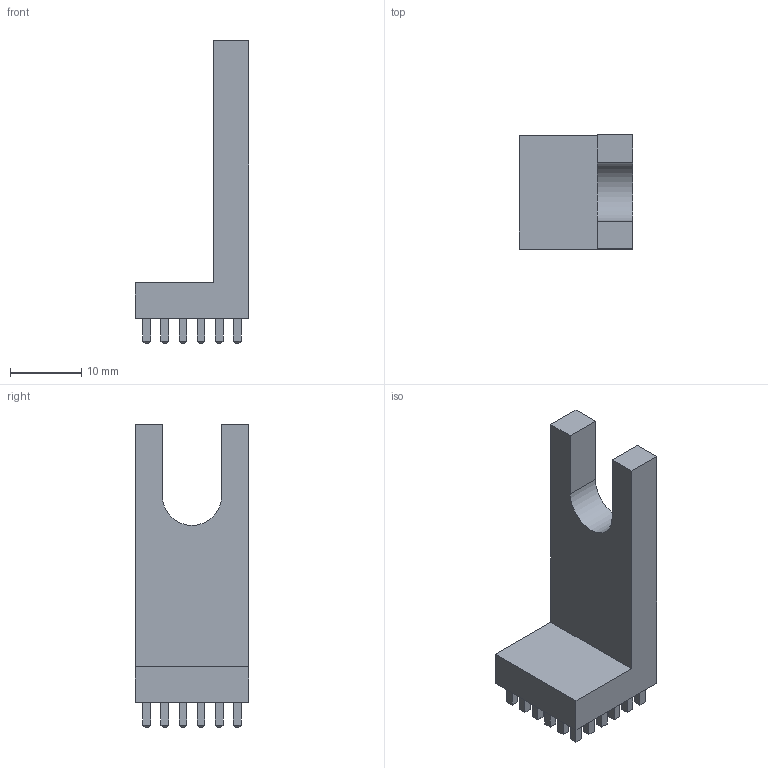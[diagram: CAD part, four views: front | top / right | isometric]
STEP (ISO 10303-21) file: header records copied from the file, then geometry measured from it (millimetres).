
FILE_DESCRIPTION(/* description */ ('Unknown'),/* implementation_level */ '2;1');
FILE_NAME(/* name */ 'MP_Wurth_WP-RAFU_74611164',/* time_stamp */ '2026-01-20T16:22:52+08:00',/* author */ ('Unknown'),/* organization */ ('Unknown'),/* preprocessor_version */ 'ST-DEVELOPER v19.4',/* originating_system */ 'Solid Edge',/* authorisation */ 'Unknown');
FILE_SCHEMA (('AUTOMOTIVE_DESIGN {1 0 10303 214 3 1 1}'));
Length unit declared in the file: millimetre
Products named in the file (2): MP_Wurth_WP-RAFU_74611164
Assembly tree (1 placements, depth 2):
  MP_Wurth_WP-RAFU_74611164
    MP_Wurth_WP-RAFU_74611164
Bounding box: 16 x 16 x 42.5 mm (x, y, z)
Volume: 3596.4 mm3; surface area: 2684.8 mm2
Topology: 1 solids, 1 shells, 336 faces, 750 edges, 452 vertices
Faces by surface type: plane 335, cylinder 1
Entity records: 8973 total; most frequent: CARTESIAN_POINT 1540, ORIENTED_EDGE 1500, DIRECTION 1428, EDGE_CURVE 750, LINE 748, VECTOR 748, VERTEX_POINT 452, EDGE_LOOP 372
